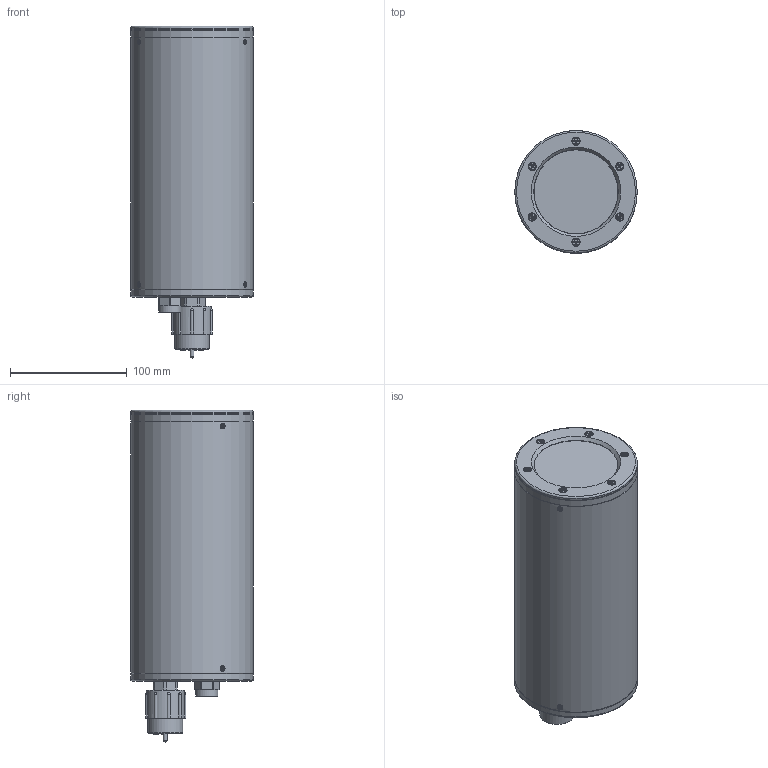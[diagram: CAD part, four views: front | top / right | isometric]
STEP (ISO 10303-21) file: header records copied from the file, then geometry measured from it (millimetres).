
FILE_DESCRIPTION(/* description */ (''),/* implementation_level */ '2;1');
FILE_NAME(/* name */ 'AR201C_EagleRay.stp',/* time_stamp */ '2022-10-05T22:13:34-04:00',/* author */ ('lfrey'),/* organization */ (''),/* preprocessor_version */ 'ST-DEVELOPER v19',/* originating_system */ 'Autodesk Inventor 2023',/* authorisation */ '');
FILE_SCHEMA (('AUTOMOTIVE_DESIGN { 1 0 10303 214 3 1 1 }'));
Products named in the file (1): AR201_EagleRay
Bounding box: 104.78 x 104.78 x 283.87 mm (x, y, z)
Volume: 956038.5 mm3; surface area: 239990.8 mm2
Topology: 7 solids, 18 shells, 1288 faces, 3323 edges, 2141 vertices
Faces by surface type: plane 558, cylinder 258, cone 214, bspline 158, torus 82, sphere 18
Full cylindrical faces by diameter (mm): 1.753 x1, 1.778 x3, 1.986 x6, 2.261 x1, 2.271 x1, 2.642 x9, 3.134 x39, 3.175 x10, 3.302 x28, 3.505 x6, 3.727 x1, 3.81 x6, 6.045 x1, 6.198 x6, 6.452 x1, 7.62 x1, 8.255 x1, 8.306 x1, 8.458 x1, 8.915 x1, 9.5 x1, 9.728 x2, 10.142 x1, 10.312 x3, 10.922 x1, 11.328 x14, 12.065 x3, 12.497 x1, 13.03 x2, 14.275 x1
Entity records: 59374 total; most frequent: CARTESIAN_POINT 28557, ORIENTED_EDGE 6592, DIRECTION 5516, EDGE_CURVE 3296, VERTEX_POINT 2141, AXIS2_PLACEMENT_3D 2048, EDGE_LOOP 1425, LINE 1420
